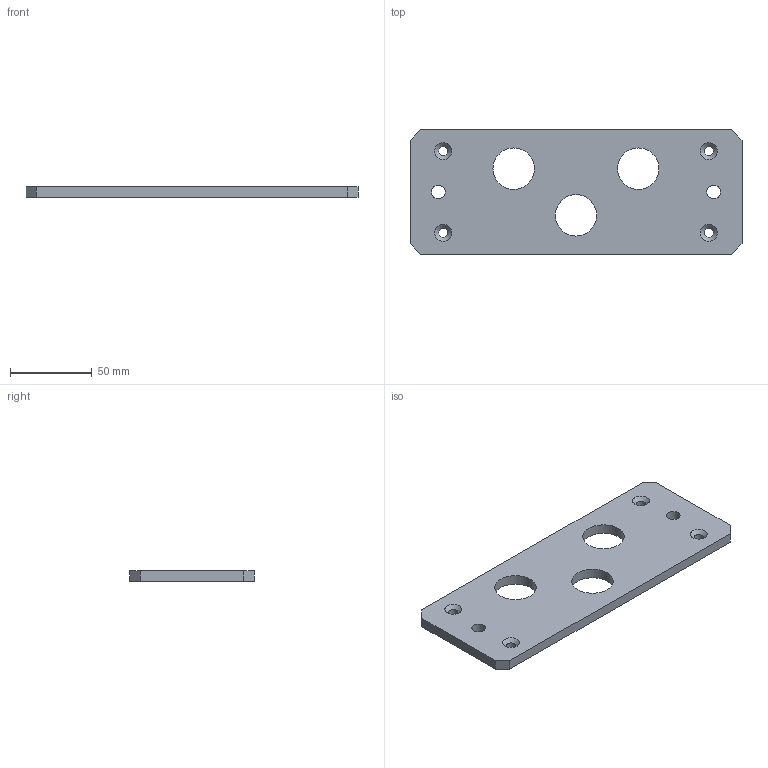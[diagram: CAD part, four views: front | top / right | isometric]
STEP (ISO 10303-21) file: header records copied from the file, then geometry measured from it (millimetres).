
FILE_DESCRIPTION(/* description */ ('TOP PLATE, SSA'),/* implementation_level */ '2;1');
FILE_NAME(/* name */ 'OH3A3-33_TOP PLATE, SSA_-_V9.step',/* time_stamp */ '2023-06-02T20:23:41-05:00',/* author */ (''),/* organization */ (''),/* preprocessor_version */ 'ST-DEVELOPER v19.2',/* originating_system */ 'Autodesk Translation Framework v12.4.0.73',/* authorisation */ '');
FILE_SCHEMA (('AUTOMOTIVE_DESIGN { 1 0 10303 214 3 1 1 }'));
Length unit declared in the file: inch
Products named in the file (1): OH3A3-33
Bounding box: 203.2 x 76.2 x 6.35 mm (x, y, z)
Volume: 86540.2 mm3; surface area: 33034.5 mm2
Topology: 1 solids, 1 shells, 23 faces, 59 edges, 38 vertices
Faces by surface type: plane 10, cylinder 9, cone 4
Full cylindrical faces by diameter (mm): 5.8 x4, 8.4 x2, 25.4 x3
Entity records: 781 total; most frequent: DIRECTION 129, CARTESIAN_POINT 121, ORIENTED_EDGE 118, EDGE_CURVE 59, AXIS2_PLACEMENT_3D 46, EDGE_LOOP 41, VERTEX_POINT 38, LINE 37
